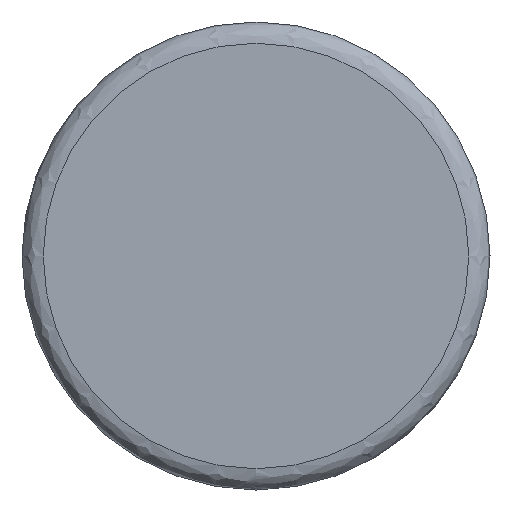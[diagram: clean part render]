
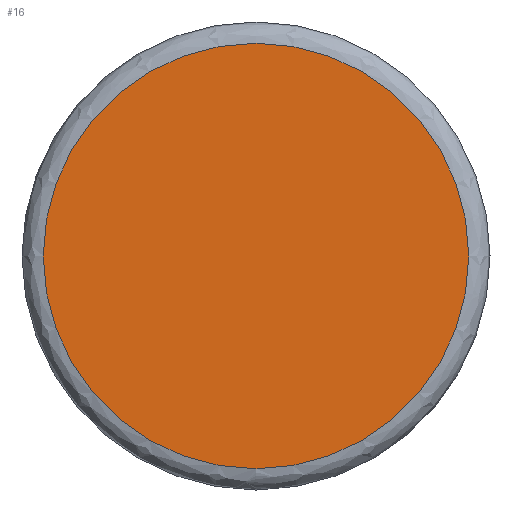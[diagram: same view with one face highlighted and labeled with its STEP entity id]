
A CAD part, left-side view. The second image highlights one B-rep face of the part: STEP entity #16.
In plain terms, the highlighted planar face has unit normal (-1, 0, 0).
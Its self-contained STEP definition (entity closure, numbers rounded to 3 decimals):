
#16=ADVANCED_FACE('',(#17),#28,.F.);
#17=FACE_BOUND('',#18,.T.);
#18=EDGE_LOOP('',(#19));
#19=ORIENTED_EDGE('',*,*,#20,.F.);
#20=EDGE_CURVE('',#21,#21,#23,.T.);
#21=VERTEX_POINT('',#22);
#22=CARTESIAN_POINT('',(-2.9,0.,0.1));
#23=CIRCLE('',#24,1.);
#24=AXIS2_PLACEMENT_3D('',#25,#26,#27);
#25=CARTESIAN_POINT('',(-2.9,0.,1.1));
#26=DIRECTION('',(1.,0.,0.));
#27=DIRECTION('',(0.,0.,-1.));
#28=PLANE('',#29);
#29=AXIS2_PLACEMENT_3D('',#25,#30,#27);
#30=DIRECTION('',(1.,0.,0.));
